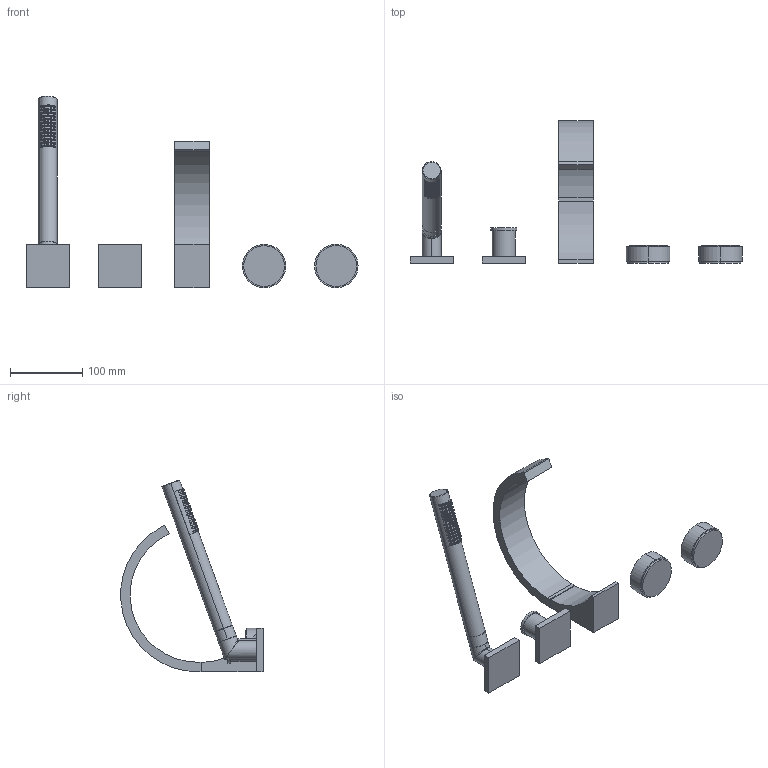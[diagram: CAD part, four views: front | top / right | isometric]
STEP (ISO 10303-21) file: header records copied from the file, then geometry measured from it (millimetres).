
FILE_DESCRIPTION (( 'STEP AP214' ), '1' );
FILE_NAME ('27523811.STEP', '2020-06-29T08:18:32', ( '' ), ( '' ), 'SwSTEP 2.0', 'SolidWorks 2017', '' );
FILE_SCHEMA (( 'AUTOMOTIVE_DESIGN' ));
Length unit declared in the file: millimetre
Products named in the file (18): Planungsmodell_Einsatz-+-04.12.11.140.10_02_K1; Planungsmodell_Griff-+-09.20.71.002-1; Planungsmodell_Koerper-+-04.12.11.140.10_04_K1; Planungsmodell_Rohr_gerade-+-28.568.780-10_ _K170_26x15,5; Planungsmodell_Rosette-+-09.27.68.003.90-01; 27523811; Planungsmodell_Nippel-+-09.24.04.287.90_01_K1; Planungsmodell_Auslauf-+-09.11.70.01.013-1; Planungsmodell_Handbrause-+-04.12.11.140.10_01_PDB_04121114010-00; Planungsmodell_Deckel-+-09.20.81.011-1; Planungsmodell_Einsatz-+-04.12.11.140.10_03_K1; Planungsmodell_Rosette-+-09.27.67.006-1; Planungsmodell_Ring-+-09.28.10.185.90-1; Planungsmodell_Koerper-+-09.19.70.011-1; Nippel-+-04.24.04.287.00-01_PDB_04240428700-00; Planungsmodell_Griff-+-09.20.81.010-1; Planungsmodell_Griff-+-04.18.40.290.00-1; Planungsmodell_Rohr_gerade-+-28.568.780-10_ _K201_18x20
Assembly tree (18 placements, depth 4):
  27523811
    Planungsmodell_Koerper-+-09.19.70.011-1
    Planungsmodell_Auslauf-+-09.11.70.01.013-1
    Planungsmodell_Rosette-+-09.27.67.006-1
    Planungsmodell_Griff-+-09.20.71.002-1
    Planungsmodell_Rosette-+-09.27.68.003.90-01
    Planungsmodell_Handbrause-+-04.12.11.140.10_01_PDB_04121114010-00
      Planungsmodell_Koerper-+-04.12.11.140.10_04_K1
      Planungsmodell_Einsatz-+-04.12.11.140.10_03_K1
        Planungsmodell_Einsatz-+-04.12.11.140.10_02_K1
    Nippel-+-04.24.04.287.00-01_PDB_04240428700-00
      Planungsmodell_Nippel-+-09.24.04.287.90_01_K1
      Planungsmodell_Rohr_gerade-+-28.568.780-10_ _K170_26x15,5
      Planungsmodell_Rohr_gerade-+-28.568.780-10_ _K201_18x20
    Planungsmodell_Griff-+-04.18.40.290.00-1  x2
      Planungsmodell_Griff-+-09.20.81.010-1
      Planungsmodell_Ring-+-09.28.10.185.90-1
      Planungsmodell_Deckel-+-09.20.81.011-1
Bounding box: 460.1 x 197.18 x 265.5 mm (x, y, z)
Volume: 666128 mm3; surface area: 155473.2 mm2
Topology: 16 solids, 16 shells, 439 faces, 873 edges, 534 vertices
Faces by surface type: cylinder 171, torus 136, plane 126, sphere 4, bspline 2
Entity records: 14729 total; most frequent: CARTESIAN_POINT 5153, DIRECTION 2047, ORIENTED_EDGE 1670, AXIS2_PLACEMENT_3D 907, EDGE_CURVE 835, VERTEX_POINT 511, EDGE_LOOP 490, CIRCLE 464
